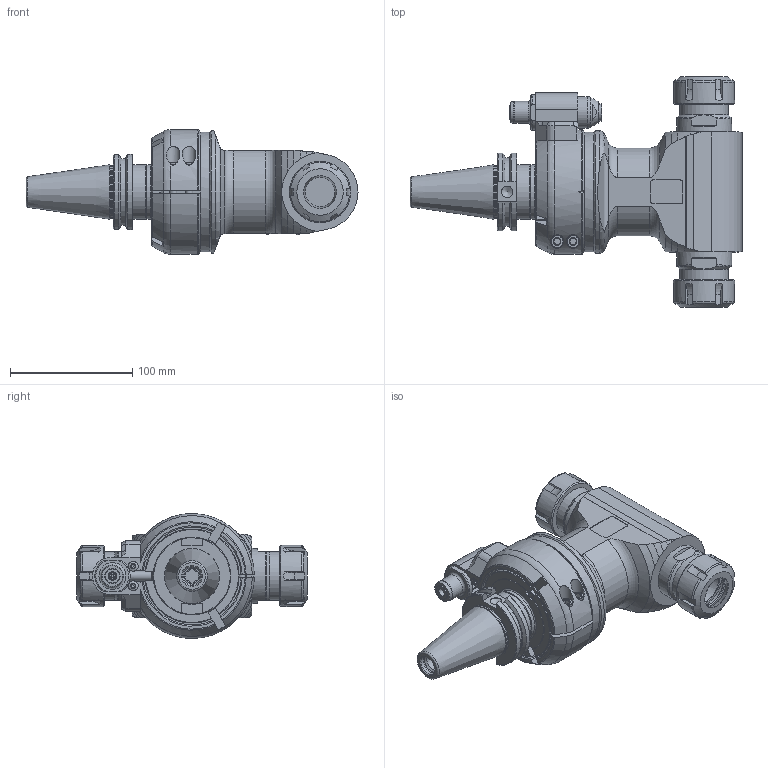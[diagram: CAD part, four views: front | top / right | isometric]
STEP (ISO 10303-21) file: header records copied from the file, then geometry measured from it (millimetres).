
FILE_DESCRIPTION(/* description */ (''),/* implementation_level */ '2;1');
FILE_NAME(/* name */ '9.F90.20S0D-1C40 (ER25).stp',/* time_stamp */ '2025-09-18T15:23:54-04:00',/* author */ ('jkrenzer'),/* organization */ (''),/* preprocessor_version */ 'ST-DEVELOPER v18.1',/* originating_system */ 'Autodesk Inventor 2022',/* authorisation */ '');
FILE_SCHEMA (('AUTOMOTIVE_DESIGN { 1 0 10303 214 3 1 1 }'));
Length unit declared in the file: millimetre
Products named in the file (1): 9.F90.20S0D-1C40
Bounding box: 271.25 x 188 x 102 mm (x, y, z)
Volume: 1223299.5 mm3; surface area: 147497.5 mm2
Topology: 1 solids, 2 shells, 669 faces, 1718 edges, 1113 vertices
Faces by surface type: plane 287, cylinder 170, cone 134, torus 52, bspline 22, sphere 4
Full cylindrical faces by diameter (mm): 2.5 x3, 2.6 x2, 3 x2, 3.3 x2, 4.2 x4, 6 x2, 6.5 x3, 7 x2, 8 x1, 8.821 x1, 9 x1, 9.2 x1, 9.525 x1, 10 x4, 10.4 x2, 11 x2, 12 x4, 12.5 x2, 12.8 x1, 13 x1, 13.376 x1, 14 x1, 16.281 x1, 16.8 x1, 18 x2, 19 x1, 20.5 x1, 21.8 x1, 22.5 x1, 22.6 x1
Entity records: 29102 total; most frequent: CARTESIAN_POINT 12997, ORIENTED_EDGE 3422, DIRECTION 3342, EDGE_CURVE 1711, AXIS2_PLACEMENT_3D 1334, VERTEX_POINT 1113, EDGE_LOOP 754, LINE 674
